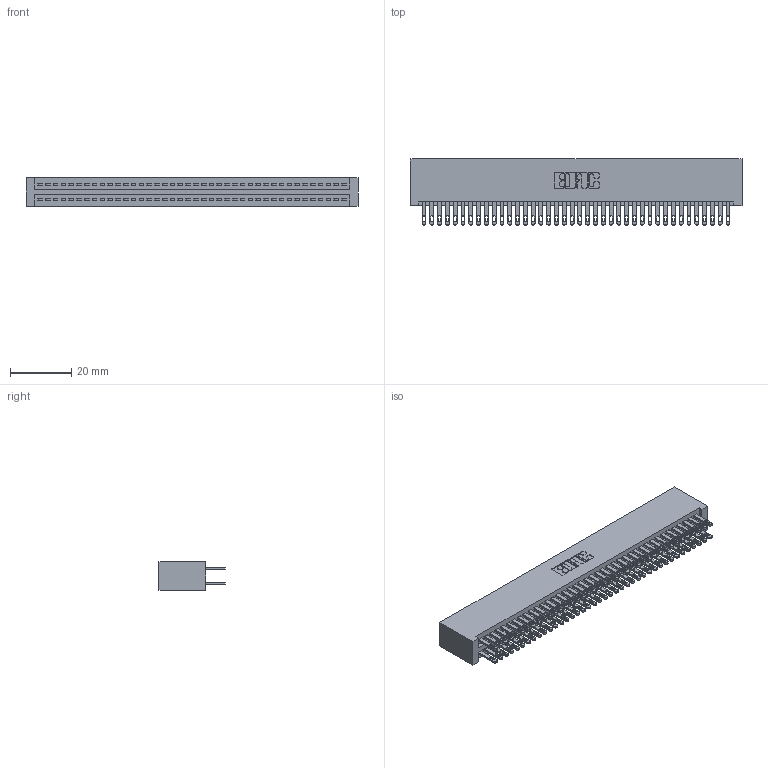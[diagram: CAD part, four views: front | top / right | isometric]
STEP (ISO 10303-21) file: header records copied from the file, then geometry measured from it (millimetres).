
FILE_DESCRIPTION (( 'STEP AP203' ), '1' );
FILE_NAME ('345-080-500-201.STEP', '2019-10-31T17:39:22', ( '' ), ( '' ), 'SwSTEP 2.0', 'SolidWorks 2016', '' );
FILE_SCHEMA (( 'CONFIG_CONTROL_DESIGN' ));
Length unit declared in the file: inch
Products named in the file (3): 345-292-001_345-293-100; 345 Part_No Mounting Lugs; 345-080-500-201
Assembly tree (81 placements, depth 2):
  345-080-500-201
    345 Part_No Mounting Lugs
    345-292-001_345-293-100  x80
Bounding box: 108.2 x 21.51 x 9.4 mm (x, y, z)
Volume: 11352.9 mm3; surface area: 17861.9 mm2
Topology: 81 solids, 81 shells, 3798 faces, 11597 edges, 7730 vertices
Faces by surface type: plane 2236, cylinder 1562
Entity records: 31307 total; most frequent: CARTESIAN_POINT 5248, ORIENTED_EDGE 5182, DIRECTION 4627, EDGE_CURVE 2591, VECTOR 2303, LINE 2303, VERTEX_POINT 1726, AXIS2_PLACEMENT_3D 1162
